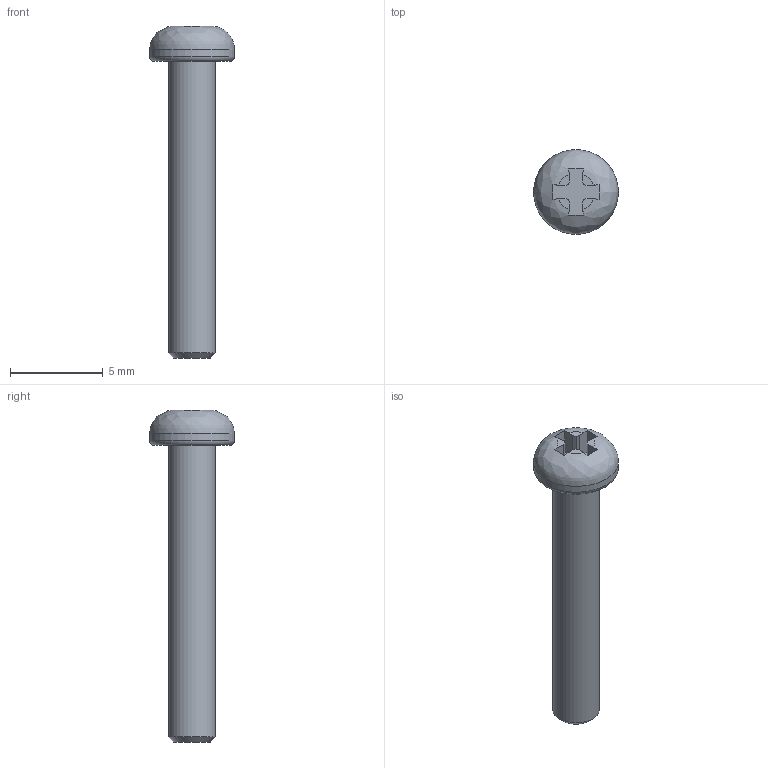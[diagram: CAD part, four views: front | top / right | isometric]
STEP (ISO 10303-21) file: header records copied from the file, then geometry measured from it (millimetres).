
FILE_DESCRIPTION(/* description */ ('Screw M2.5x16-Screw M2.5x16'),/* implementation_level */ '2;1');
FILE_NAME(/* name */ 'M2_5x16.ipt.step',/* time_stamp */ '2014-01-07T11:07:16-08:00',/* author */ ('Cadenas PARTsolutions'),/* organization */ ('NKKSWITCHES'),/* preprocessor_version */ 'ST-DEVELOPER v15.2',/* originating_system */ 'Autodesk Inventor 2014',/* authorisation */ '');
FILE_SCHEMA (('AUTOMOTIVE_DESIGN { 1 0 10303 214 3 1 1 }'));
Length unit declared in the file: inch
Products named in the file (1): M2_5x16
Bounding box: 4.57 x 4.57 x 17.91 mm (x, y, z)
Volume: 100.6 mm3; surface area: 188.3 mm2
Topology: 1 solids, 1 shells, 32 faces, 85 edges, 56 vertices
Faces by surface type: plane 27, cylinder 2, bspline 1, torus 1, cone 1
Full cylindrical faces by diameter (mm): 2.5 x1, 4.572 x1
Entity records: 1030 total; most frequent: CARTESIAN_POINT 246, ORIENTED_EDGE 162, DIRECTION 142, EDGE_CURVE 81, LINE 56, VECTOR 56, VERTEX_POINT 56, AXIS2_PLACEMENT_3D 43
